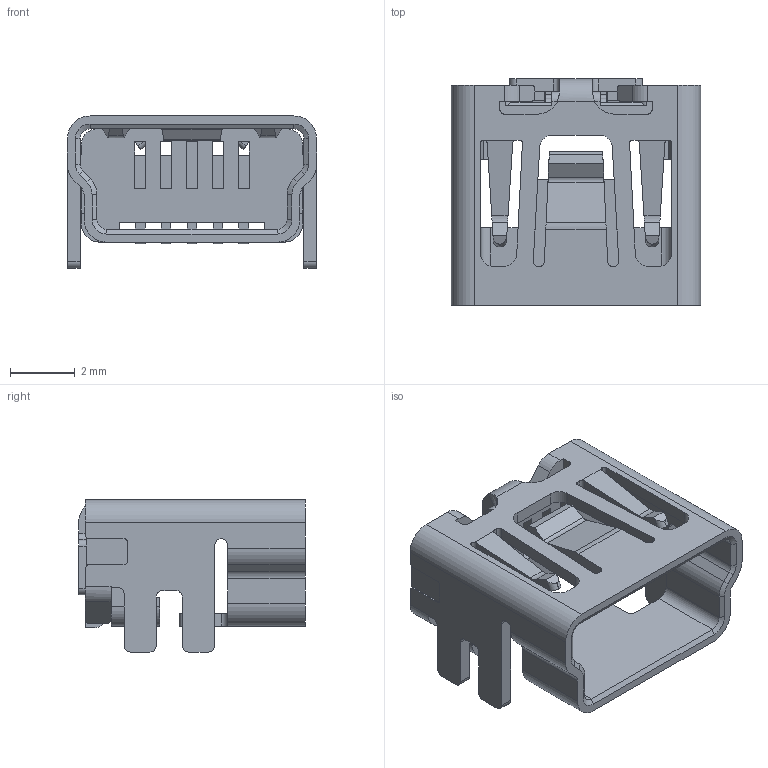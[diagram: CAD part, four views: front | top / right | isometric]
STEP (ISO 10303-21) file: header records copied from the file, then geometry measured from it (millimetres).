
FILE_DESCRIPTION(('Creo Elements/Direct Modeling STEP Export'),'2;1');
FILE_NAME('WQ-1600514_STP1.stp','2020-11-20T17:15:51',(''),(''),'Creo Elements/Direct Modeling STEP processor for AP214 (Solid Model)','Creo Elements/Direct Modeling 19.0F 14-Feb-2017 (C) Parametric Technology GmbH','');
FILE_SCHEMA(('AUTOMOTIVE_DESIGN { 1 0 10303 214 1 1 1 1 }'));
Length unit declared in the file: millimetre
Products named in the file (3): GX60SC-MB-5S8-167550.PRT; GX60SC-MB-5S8-167900.ASM; UX60SC-MB-5S8_80__3DSTEP.stp
Assembly tree (2 placements, depth 3):
  UX60SC-MB-5S8_80__3DSTEP.stp
    GX60SC-MB-5S8-167900.ASM
      GX60SC-MB-5S8-167550.PRT
Bounding box: 7.7 x 7 x 4.7 mm (x, y, z)
Volume: 63 mm3; surface area: 362.6 mm2
Topology: 1 solids, 1 shells, 450 faces, 1334 edges, 872 vertices
Faces by surface type: plane 305, cylinder 135, cone 8, bspline 2
Entity records: 15436 total; most frequent: CARTESIAN_POINT 2829, ORIENTED_EDGE 2668, DIRECTION 2528, EDGE_CURVE 1334, VECTOR 1034, LINE 1034, VERTEX_POINT 872, AXIS2_PLACEMENT_3D 747
